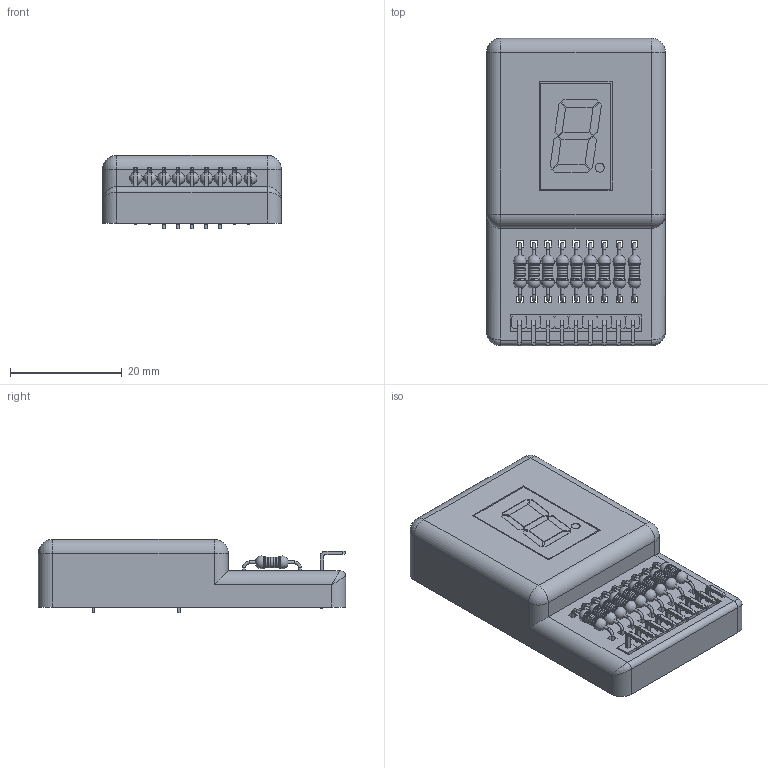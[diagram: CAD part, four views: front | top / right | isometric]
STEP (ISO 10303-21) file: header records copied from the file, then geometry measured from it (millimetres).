
FILE_DESCRIPTION(('FreeCAD Model'),'2;1');
FILE_NAME('PCBPrint display 7 segmentos resistencia.step', '2020-05-23T00:10:03',('Author'),(''), 'Open CASCADE STEP processor 7.3','FreeCAD','Unknown');
FILE_SCHEMA(('AUTOMOTIVE_DESIGN { 1 0 10303 214 1 1 1 1 }'));
Length unit declared in the file: millimetre
Products named in the file (12): PcbPrint_7_seg_resistencia; Resistencia_330ohm; Resistencia_330ohm001; Resistencia_0ohm; Resistencia_330ohm007; Resistencia_330ohm005; Resistencia_330ohm003; Resistencia_330ohm002; Resistencia_330ohm004; Resistencia_330ohm006; Conector; Display_7_segmentos
Bounding box: 32 x 55 x 13.1 mm (x, y, z)
Volume: 15508.7 mm3; surface area: 10712 mm2
Topology: 63 solids, 63 shells, 1042 faces, 2565 edges, 1611 vertices
Faces by surface type: plane 734, cylinder 104, bspline 74, cone 72, sphere 22, revolution 18, torus 18
Full cylindrical faces by diameter (mm): 0.5 x27, 1.56 x18, 1.6 x1, 1.8 x9, 1.86 x18
Entity records: 67041 total; most frequent: CARTESIAN_POINT 12538, DIRECTION 8345, LINE 5569, VECTOR 5569, ORIENTED_EDGE 5082, PCURVE 5082, DEFINITIONAL_REPRESENTATION 5082, EDGE_CURVE 2541
